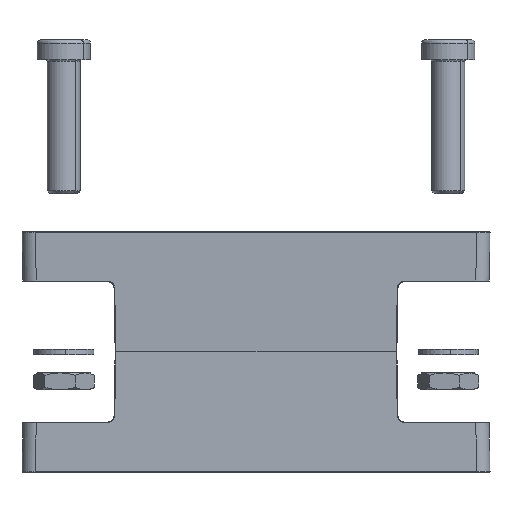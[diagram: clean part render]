
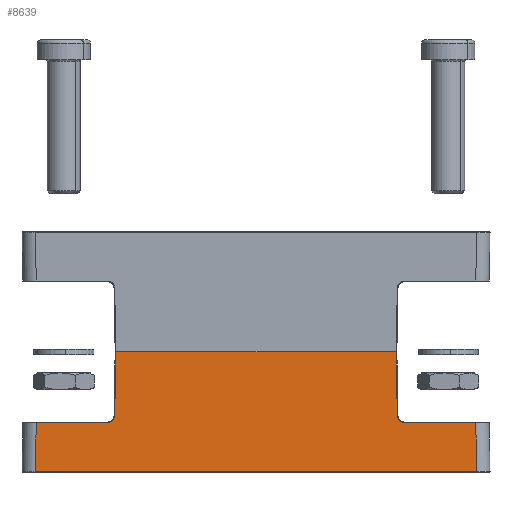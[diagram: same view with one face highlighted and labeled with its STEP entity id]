
A CAD part, front view. The second image highlights one B-rep face of the part: STEP entity #8639.
In plain terms, the highlighted planar face has unit normal (0, -1, 0.018).
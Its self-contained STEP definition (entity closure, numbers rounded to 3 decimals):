
#61 = ORIENTED_EDGE ( 'NONE', *, *, #5715, .F. ) ;
#296 = DIRECTION ( 'NONE',  ( 1., 0., 0. ) ) ;
#490 = CARTESIAN_POINT ( 'NONE',  ( -65.742, -72.242, 14.803 ) ) ;
#673 = EDGE_CURVE ( 'NONE', #14404, #6263, #8015, .T. ) ;
#1093 = DIRECTION ( 'NONE',  ( -1., 0., 0. ) ) ;
#1159 = CARTESIAN_POINT ( 'NONE',  ( 42.288, -72.226, 15.694 ) ) ;
#1443 = VERTEX_POINT ( 'NONE', #11853 ) ;
#1458 = EDGE_CURVE ( 'NONE', #6263, #10344, #4806, .T. ) ;
#1691 = ORIENTED_EDGE ( 'NONE', *, *, #673, .T. ) ;
#2531 = LINE ( 'NONE', #12785, #17314 ) ;
#2621 = ORIENTED_EDGE ( 'NONE', *, *, #10767, .T. ) ;
#3151 = EDGE_CURVE ( 'NONE', #6160, #8775, #13331, .T. ) ;
#3434 = CARTESIAN_POINT ( 'NONE',  ( -66.002, -72.501, -0.07 ) ) ;
#3634 = DIRECTION ( 'NONE',  ( 0., -0.017, -1. ) ) ;
#3699 = VECTOR ( 'NONE', #5665, 1000. ) ;
#3875 = EDGE_CURVE ( 'NONE', #12149, #12772, #15630, .T. ) ;
#3887 = CARTESIAN_POINT ( 'NONE',  ( 44.465, -72.242, 14.803 ) ) ;
#3984 = ORIENTED_EDGE ( 'NONE', *, *, #16598, .T. ) ;
#4229 = DIRECTION ( 'NONE',  ( -1., 0., 0. ) ) ;
#4612 = CARTESIAN_POINT ( 'NONE',  ( 65.742, -72.242, 14.803 ) ) ;
#4806 = LINE ( 'NONE', #10391, #8648 ) ;
#4858 = DIRECTION ( 'NONE',  ( -0.017, 0.017, 1. ) ) ;
#4906 = CARTESIAN_POINT ( 'NONE',  ( 44.465, -72.242, 14.803 ) ) ;
#5135 = FACE_OUTER_BOUND ( 'NONE', #6973, .T. ) ;
#5665 = DIRECTION ( 'NONE',  ( -0.017, 0.017, 1. ) ) ;
#5692 = LINE ( 'NONE', #6096, #8600 ) ;
#5715 = EDGE_CURVE ( 'NONE', #1443, #12772, #5692, .T. ) ;
#6012 = VECTOR ( 'NONE', #4858, 1000. ) ;
#6096 = CARTESIAN_POINT ( 'NONE',  ( -42.5, -71.872, 36. ) ) ;
#6142 = ORIENTED_EDGE ( 'NONE', *, *, #3151, .T. ) ;
#6149 = VERTEX_POINT ( 'NONE', #4612 ) ;
#6160 = VERTEX_POINT ( 'NONE', #16094 ) ;
#6263 = VERTEX_POINT ( 'NONE', #9199 ) ;
#6789 = VECTOR ( 'NONE', #8576, 1000. ) ;
#6862 = CARTESIAN_POINT ( 'NONE',  ( 43.194, -72.242, 14.803 ) ) ;
#6973 = EDGE_LOOP ( 'NONE', ( #61, #8853, #6142, #2621, #1691, #18271, #14795, #3984, #11641, #11921 ) ) ;
#7286 = VERTEX_POINT ( 'NONE', #4906 ) ;
#7487 = EDGE_CURVE ( 'NONE', #7286, #12149, #13330, .T. ) ;
#7931 = PLANE ( 'NONE',  #11550 ) ;
#8015 = LINE ( 'NONE', #3434, #15184 ) ;
#8254 = CARTESIAN_POINT ( 'NONE',  ( 44.465, -72.242, 14.803 ) ) ;
#8576 = DIRECTION ( 'NONE',  ( -0.017, -0.017, -1. ) ) ;
#8600 = VECTOR ( 'NONE', #296, 1000. ) ;
#8629 = LINE ( 'NONE', #8254, #15811 ) ;
#8639 = ADVANCED_FACE ( 'NONE', ( #5135 ), #7931, .T. ) ;
#8648 = VECTOR ( 'NONE', #13275, 1000. ) ;
#8775 = VERTEX_POINT ( 'NONE', #14001 ) ;
#8853 = ORIENTED_EDGE ( 'NONE', *, *, #11375, .T. ) ;
#9014 = EDGE_CURVE ( 'NONE', #10344, #6149, #16994, .T. ) ;
#9199 = CARTESIAN_POINT ( 'NONE',  ( -65.997, -72.496, 0.203 ) ) ;
#10007 = CARTESIAN_POINT ( 'NONE',  ( -42.57, -72.508, -0.479 ) ) ;
#10344 = VERTEX_POINT ( 'NONE', #15793 ) ;
#10391 = CARTESIAN_POINT ( 'NONE',  ( -70., -72.496, 0.203 ) ) ;
#10767 = EDGE_CURVE ( 'NONE', #8775, #14404, #2531, .T. ) ;
#11191 = CARTESIAN_POINT ( 'NONE',  ( 42.266, -72.204, 16.965 ) ) ;
#11203 = CARTESIAN_POINT ( 'NONE',  ( -43.194, -72.242, 14.803 ) ) ;
#11371 = CARTESIAN_POINT ( 'NONE',  ( 42.528, -72.466, 1.964 ) ) ;
#11375 = EDGE_CURVE ( 'NONE', #1443, #6160, #18175, .T. ) ;
#11550 = AXIS2_PLACEMENT_3D ( 'NONE', #17898, #12273, #3634 ) ;
#11641 = ORIENTED_EDGE ( 'NONE', *, *, #7487, .T. ) ;
#11853 = CARTESIAN_POINT ( 'NONE',  ( -41.933, -71.872, 36. ) ) ;
#11921 = ORIENTED_EDGE ( 'NONE', *, *, #3875, .T. ) ;
#12149 = VERTEX_POINT ( 'NONE', #15489 ) ;
#12273 = DIRECTION ( 'NONE',  ( 0., -1., 0.017 ) ) ;
#12658 = CARTESIAN_POINT ( 'NONE',  ( -42.266, -72.204, 16.965 ) ) ;
#12772 = VERTEX_POINT ( 'NONE', #14583 ) ;
#12785 = CARTESIAN_POINT ( 'NONE',  ( -65.739, -72.242, 14.803 ) ) ;
#13275 = DIRECTION ( 'NONE',  ( 1., 0., 0. ) ) ;
#13330 =( BOUNDED_CURVE ( )  B_SPLINE_CURVE ( 3, ( #3887, #6862, #1159, #11191 ),
 .UNSPECIFIED., .F., .F. ) 
 B_SPLINE_CURVE_WITH_KNOTS ( ( 4, 4 ),
 ( 0., 1.553 ),
 .UNSPECIFIED. ) 
 CURVE ( )  GEOMETRIC_REPRESENTATION_ITEM ( )  RATIONAL_B_SPLINE_CURVE ( ( 1., 0.809, 0.809, 1. ) ) 
 REPRESENTATION_ITEM ( '' )  );
#13331 =( BOUNDED_CURVE ( )  B_SPLINE_CURVE ( 3, ( #12658, #15338, #11203, #14089 ),
 .UNSPECIFIED., .F., .F. ) 
 B_SPLINE_CURVE_WITH_KNOTS ( ( 4, 4 ),
 ( 1.588, 3.142 ),
 .UNSPECIFIED. ) 
 CURVE ( )  GEOMETRIC_REPRESENTATION_ITEM ( )  RATIONAL_B_SPLINE_CURVE ( ( 1., 0.809, 0.809, 1. ) ) 
 REPRESENTATION_ITEM ( '' )  );
#13451 = CARTESIAN_POINT ( 'NONE',  ( 65.959, -72.459, 2.372 ) ) ;
#14001 = CARTESIAN_POINT ( 'NONE',  ( -44.465, -72.242, 14.803 ) ) ;
#14089 = CARTESIAN_POINT ( 'NONE',  ( -44.465, -72.242, 14.803 ) ) ;
#14404 = VERTEX_POINT ( 'NONE', #490 ) ;
#14583 = CARTESIAN_POINT ( 'NONE',  ( 41.933, -71.872, 36. ) ) ;
#14795 = ORIENTED_EDGE ( 'NONE', *, *, #9014, .T. ) ;
#15184 = VECTOR ( 'NONE', #15635, 1000. ) ;
#15338 = CARTESIAN_POINT ( 'NONE',  ( -42.288, -72.226, 15.694 ) ) ;
#15489 = CARTESIAN_POINT ( 'NONE',  ( 42.266, -72.204, 16.965 ) ) ;
#15630 = LINE ( 'NONE', #11371, #3699 ) ;
#15635 = DIRECTION ( 'NONE',  ( -0.017, -0.017, -1. ) ) ;
#15793 = CARTESIAN_POINT ( 'NONE',  ( 65.997, -72.496, 0.203 ) ) ;
#15811 = VECTOR ( 'NONE', #1093, 1000. ) ;
#16094 = CARTESIAN_POINT ( 'NONE',  ( -42.266, -72.204, 16.965 ) ) ;
#16598 = EDGE_CURVE ( 'NONE', #6149, #7286, #8629, .T. ) ;
#16994 = LINE ( 'NONE', #13451, #6012 ) ;
#17314 = VECTOR ( 'NONE', #4229, 1000. ) ;
#17898 = CARTESIAN_POINT ( 'NONE',  ( -70., -72.5, 0. ) ) ;
#18175 = LINE ( 'NONE', #10007, #6789 ) ;
#18271 = ORIENTED_EDGE ( 'NONE', *, *, #1458, .T. ) ;
